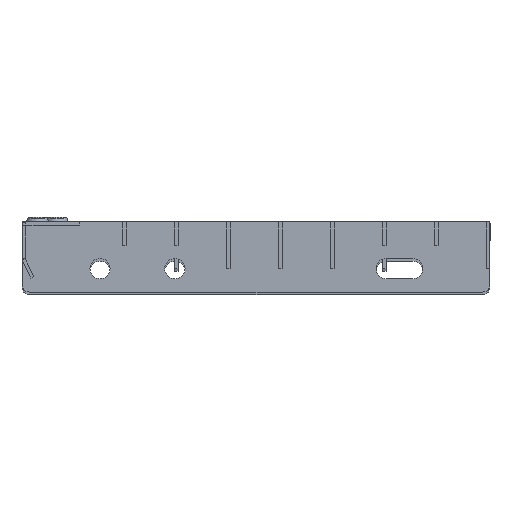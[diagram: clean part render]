
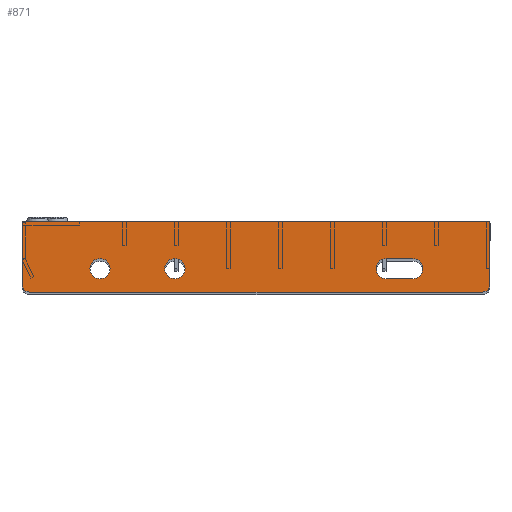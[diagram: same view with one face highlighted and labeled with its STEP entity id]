
A CAD part, top view. The second image highlights one B-rep face of the part: STEP entity #871.
In plain terms, the highlighted face is planar.
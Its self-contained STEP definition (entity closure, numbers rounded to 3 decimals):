
#286 = EDGE_CURVE ( 'NONE', #32631, #4320, #17680, .T. ) ;
#314 = CIRCLE ( 'NONE', #17931, 6.5 ) ;
#454 = EDGE_CURVE ( 'NONE', #9319, #2977, #13559, .T. ) ;
#663 = DIRECTION ( 'NONE',  ( 1., 0., 0. ) ) ;
#805 = ORIENTED_EDGE ( 'NONE', *, *, #11636, .F. ) ;
#871 = ADVANCED_FACE ( 'NONE', ( #6348, #27852, #11514, #22184 ), #30506, .T. ) ;
#1248 = ORIENTED_EDGE ( 'NONE', *, *, #18896, .F. ) ;
#1268 = VERTEX_POINT ( 'NONE', #3273 ) ;
#1445 = DIRECTION ( 'NONE',  ( 0., 0., -1. ) ) ;
#1553 = EDGE_CURVE ( 'NONE', #2977, #9319, #31455, .T. ) ;
#1614 = LINE ( 'NONE', #28480, #24840 ) ;
#2114 = AXIS2_PLACEMENT_3D ( 'NONE', #22396, #14234, #24880 ) ;
#2793 = CIRCLE ( 'NONE', #22699, 6.5 ) ;
#2977 = VERTEX_POINT ( 'NONE', #22620 ) ;
#3087 = VERTEX_POINT ( 'NONE', #6785 ) ;
#3273 = CARTESIAN_POINT ( 'NONE',  ( 98., 0., 36.5 ) ) ;
#4320 = VERTEX_POINT ( 'NONE', #17311 ) ;
#4441 = VERTEX_POINT ( 'NONE', #22107 ) ;
#5301 = VERTEX_POINT ( 'NONE', #11533 ) ;
#5323 = CARTESIAN_POINT ( 'NONE',  ( 233.5, 0., 30. ) ) ;
#5540 = VECTOR ( 'NONE', #7621, 1000. ) ;
#5937 = EDGE_CURVE ( 'NONE', #20671, #10564, #32969, .T. ) ;
#6189 = ORIENTED_EDGE ( 'NONE', *, *, #15520, .T. ) ;
#6348 = FACE_BOUND ( 'NONE', #25212, .T. ) ;
#6785 = CARTESIAN_POINT ( 'NONE',  ( 250.5, 0., 23.5 ) ) ;
#7161 = EDGE_LOOP ( 'NONE', ( #8232, #23209 ) ) ;
#7562 = CARTESIAN_POINT ( 'NONE',  ( 300., 0., 40. ) ) ;
#7621 = DIRECTION ( 'NONE',  ( -1., 0., 0. ) ) ;
#7690 = DIRECTION ( 'NONE',  ( 0., 0., 1. ) ) ;
#7725 = DIRECTION ( 'NONE',  ( 0., 1., 0. ) ) ;
#7861 = CARTESIAN_POINT ( 'NONE',  ( 50., 0., 30. ) ) ;
#7979 = AXIS2_PLACEMENT_3D ( 'NONE', #10359, #21538, #18529 ) ;
#8232 = ORIENTED_EDGE ( 'NONE', *, *, #1553, .F. ) ;
#8484 = DIRECTION ( 'NONE',  ( 0., 1., 0. ) ) ;
#9186 = ORIENTED_EDGE ( 'NONE', *, *, #18975, .T. ) ;
#9271 = LINE ( 'NONE', #14786, #10669 ) ;
#9278 = EDGE_LOOP ( 'NONE', ( #30474, #31727, #1248, #13994 ) ) ;
#9319 = VERTEX_POINT ( 'NONE', #26396 ) ;
#9358 = VERTEX_POINT ( 'NONE', #26568 ) ;
#9510 = ORIENTED_EDGE ( 'NONE', *, *, #34872, .T. ) ;
#10222 = CARTESIAN_POINT ( 'NONE',  ( 98., 0., 30. ) ) ;
#10359 = CARTESIAN_POINT ( 'NONE',  ( 295., 0., 40. ) ) ;
#10564 = VERTEX_POINT ( 'NONE', #7562 ) ;
#10669 = VECTOR ( 'NONE', #20283, 1000. ) ;
#10717 = DIRECTION ( 'NONE',  ( 0., 1., 0. ) ) ;
#10856 = DIRECTION ( 'NONE',  ( 0., 1., 0. ) ) ;
#11337 = CARTESIAN_POINT ( 'NONE',  ( 0., 0., 45. ) ) ;
#11381 = CARTESIAN_POINT ( 'NONE',  ( 250.5, 0., 30. ) ) ;
#11514 = FACE_BOUND ( 'NONE', #9278, .T. ) ;
#11533 = CARTESIAN_POINT ( 'NONE',  ( 233.5, 0., 36.5 ) ) ;
#11636 = EDGE_CURVE ( 'NONE', #14828, #1268, #2793, .T. ) ;
#11766 = CIRCLE ( 'NONE', #2114, 5. ) ;
#11865 = DIRECTION ( 'NONE',  ( 0., 0., 1. ) ) ;
#12050 = LINE ( 'NONE', #30693, #17831 ) ;
#12503 = EDGE_CURVE ( 'NONE', #13748, #5301, #32383, .T. ) ;
#13188 = LINE ( 'NONE', #27205, #22143 ) ;
#13559 = CIRCLE ( 'NONE', #14703, 6.5 ) ;
#13748 = VERTEX_POINT ( 'NONE', #27900 ) ;
#13994 = ORIENTED_EDGE ( 'NONE', *, *, #32324, .F. ) ;
#14225 = ORIENTED_EDGE ( 'NONE', *, *, #30516, .F. ) ;
#14226 = CARTESIAN_POINT ( 'NONE',  ( 0., 0., 0. ) ) ;
#14234 = DIRECTION ( 'NONE',  ( 0., 1., 0. ) ) ;
#14703 = AXIS2_PLACEMENT_3D ( 'NONE', #7861, #10717, #7690 ) ;
#14786 = CARTESIAN_POINT ( 'NONE',  ( 233.5, 0., 36.5 ) ) ;
#14828 = VERTEX_POINT ( 'NONE', #25674 ) ;
#15113 = EDGE_LOOP ( 'NONE', ( #6189, #17154, #9510, #20879, #14225, #9186 ) ) ;
#15520 = EDGE_CURVE ( 'NONE', #4441, #20671, #12050, .T. ) ;
#15711 = DIRECTION ( 'NONE',  ( 0., 0., 1. ) ) ;
#16182 = DIRECTION ( 'NONE',  ( 0., 0., 1. ) ) ;
#16266 = VERTEX_POINT ( 'NONE', #16349 ) ;
#16349 = CARTESIAN_POINT ( 'NONE',  ( 250.5, 0., 36.5 ) ) ;
#16535 = AXIS2_PLACEMENT_3D ( 'NONE', #5323, #21657, #16182 ) ;
#16622 = EDGE_CURVE ( 'NONE', #1268, #14828, #314, .T. ) ;
#17154 = ORIENTED_EDGE ( 'NONE', *, *, #5937, .T. ) ;
#17311 = CARTESIAN_POINT ( 'NONE',  ( 300., 0., 0. ) ) ;
#17680 = LINE ( 'NONE', #25669, #29432 ) ;
#17831 = VECTOR ( 'NONE', #663, 1000. ) ;
#17931 = AXIS2_PLACEMENT_3D ( 'NONE', #10222, #7725, #29743 ) ;
#18529 = DIRECTION ( 'NONE',  ( 0., 0., 1. ) ) ;
#18553 = DIRECTION ( 'NONE',  ( 0., 1., 0. ) ) ;
#18896 = EDGE_CURVE ( 'NONE', #16266, #3087, #20292, .T. ) ;
#18975 = EDGE_CURVE ( 'NONE', #9358, #4441, #11766, .T. ) ;
#19717 = AXIS2_PLACEMENT_3D ( 'NONE', #11381, #22226, #33043 ) ;
#20171 = DIRECTION ( 'NONE',  ( 1., 0., 0. ) ) ;
#20283 = DIRECTION ( 'NONE',  ( 1., 0., 0. ) ) ;
#20292 = CIRCLE ( 'NONE', #19717, 6.5 ) ;
#20537 = ORIENTED_EDGE ( 'NONE', *, *, #16622, .F. ) ;
#20671 = VERTEX_POINT ( 'NONE', #34783 ) ;
#20879 = ORIENTED_EDGE ( 'NONE', *, *, #286, .F. ) ;
#21538 = DIRECTION ( 'NONE',  ( 0., 1., 0. ) ) ;
#21657 = DIRECTION ( 'NONE',  ( 0., 1., 0. ) ) ;
#22107 = CARTESIAN_POINT ( 'NONE',  ( 5., 0., 45. ) ) ;
#22143 = VECTOR ( 'NONE', #24194, 1000. ) ;
#22184 = FACE_OUTER_BOUND ( 'NONE', #15113, .T. ) ;
#22226 = DIRECTION ( 'NONE',  ( 0., 1., 0. ) ) ;
#22396 = CARTESIAN_POINT ( 'NONE',  ( 5., 0., 40. ) ) ;
#22620 = CARTESIAN_POINT ( 'NONE',  ( 50., 0., 36.5 ) ) ;
#22699 = AXIS2_PLACEMENT_3D ( 'NONE', #22713, #10856, #11865 ) ;
#22713 = CARTESIAN_POINT ( 'NONE',  ( 98., 0., 30. ) ) ;
#23209 = ORIENTED_EDGE ( 'NONE', *, *, #454, .F. ) ;
#24194 = DIRECTION ( 'NONE',  ( 0., 0., -1. ) ) ;
#24840 = VECTOR ( 'NONE', #1445, 1000. ) ;
#24880 = DIRECTION ( 'NONE',  ( 0., 0., 1. ) ) ;
#25212 = EDGE_LOOP ( 'NONE', ( #20537, #805 ) ) ;
#25669 = CARTESIAN_POINT ( 'NONE',  ( 0., 0., 0. ) ) ;
#25674 = CARTESIAN_POINT ( 'NONE',  ( 98., 0., 23.5 ) ) ;
#25834 = AXIS2_PLACEMENT_3D ( 'NONE', #32209, #18553, #15711 ) ;
#26396 = CARTESIAN_POINT ( 'NONE',  ( 50., 0., 23.5 ) ) ;
#26568 = CARTESIAN_POINT ( 'NONE',  ( 0., 0., 40. ) ) ;
#27205 = CARTESIAN_POINT ( 'NONE',  ( 300., 0., 45. ) ) ;
#27485 = AXIS2_PLACEMENT_3D ( 'NONE', #11337, #8484, #30331 ) ;
#27852 = FACE_BOUND ( 'NONE', #7161, .T. ) ;
#27900 = CARTESIAN_POINT ( 'NONE',  ( 233.5, 0., 23.5 ) ) ;
#28480 = CARTESIAN_POINT ( 'NONE',  ( 0., 0., 45. ) ) ;
#29432 = VECTOR ( 'NONE', #20171, 1000. ) ;
#29743 = DIRECTION ( 'NONE',  ( 0., 0., 1. ) ) ;
#30331 = DIRECTION ( 'NONE',  ( 0., 0., 1. ) ) ;
#30474 = ORIENTED_EDGE ( 'NONE', *, *, #12503, .F. ) ;
#30506 = PLANE ( 'NONE',  #27485 ) ;
#30516 = EDGE_CURVE ( 'NONE', #9358, #32631, #1614, .T. ) ;
#30693 = CARTESIAN_POINT ( 'NONE',  ( 0., 0., 45. ) ) ;
#31187 = EDGE_CURVE ( 'NONE', #3087, #13748, #31964, .T. ) ;
#31455 = CIRCLE ( 'NONE', #25834, 6.5 ) ;
#31727 = ORIENTED_EDGE ( 'NONE', *, *, #31187, .F. ) ;
#31785 = CARTESIAN_POINT ( 'NONE',  ( 233.5, 0., 23.5 ) ) ;
#31964 = LINE ( 'NONE', #31785, #5540 ) ;
#32209 = CARTESIAN_POINT ( 'NONE',  ( 50., 0., 30. ) ) ;
#32324 = EDGE_CURVE ( 'NONE', #5301, #16266, #9271, .T. ) ;
#32383 = CIRCLE ( 'NONE', #16535, 6.5 ) ;
#32631 = VERTEX_POINT ( 'NONE', #14226 ) ;
#32969 = CIRCLE ( 'NONE', #7979, 5. ) ;
#33043 = DIRECTION ( 'NONE',  ( 0., 0., 1. ) ) ;
#34783 = CARTESIAN_POINT ( 'NONE',  ( 295., 0., 45. ) ) ;
#34872 = EDGE_CURVE ( 'NONE', #10564, #4320, #13188, .T. ) ;
